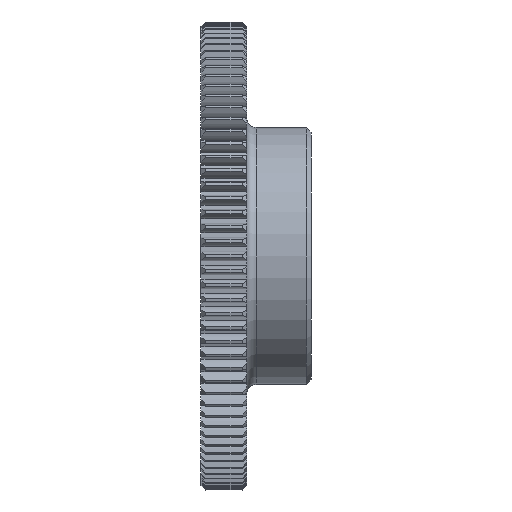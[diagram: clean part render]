
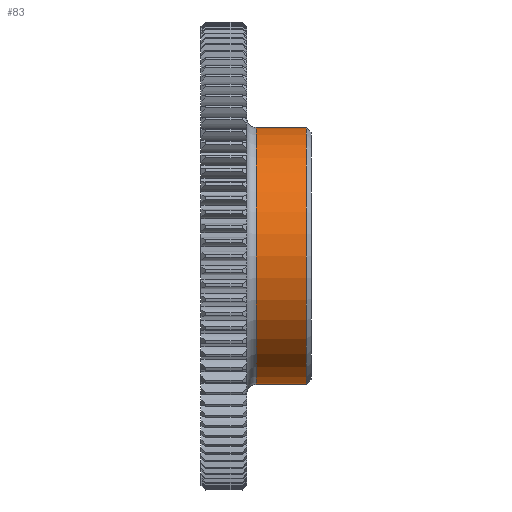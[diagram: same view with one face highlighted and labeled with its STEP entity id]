
A CAD part, front view. The second image highlights one B-rep face of the part: STEP entity #83.
In plain terms, the highlighted cylindrical face has radius 14 mm (diameter 28 mm), a full revolution.
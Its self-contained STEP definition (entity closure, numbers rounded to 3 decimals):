
#83 = ADVANCED_FACE( '', ( #708, #709 ), #710, .T. );
#708 = FACE_OUTER_BOUND( '', #1949, .T. );
#709 = FACE_OUTER_BOUND( '', #1950, .T. );
#710 = CYLINDRICAL_SURFACE( '', #1951, 14. );
#1949 = EDGE_LOOP( '', ( #4028, #4029 ) );
#1950 = EDGE_LOOP( '', ( #4030 ) );
#1951 = AXIS2_PLACEMENT_3D( '', #4031, #4032, #4033 );
#4028 = ORIENTED_EDGE( '', *, *, #9463, .T. );
#4029 = ORIENTED_EDGE( '', *, *, #9464, .T. );
#4030 = ORIENTED_EDGE( '', *, *, #9465, .F. );
#4031 = CARTESIAN_POINT( '', ( 12., 0., 0. ) );
#4032 = DIRECTION( '', ( -1., 0., 0. ) );
#4033 = DIRECTION( '', ( 0., 0., -1. ) );
#9463 = EDGE_CURVE( '', #12088, #12088, #12089, .T. );
#9464 = EDGE_CURVE( '', #12088, #12088, #12090, .T. );
#9465 = EDGE_CURVE( '', #12091, #12091, #12092, .T. );
#12088 = VERTEX_POINT( '', #15147 );
#12089 = CIRCLE( '', #15148, 14. );
#12090 = B_SPLINE_CURVE_WITH_KNOTS( '', 3, ( #15149, #15150, #15151, #15152, #15153, #15154, #15155, #15156, #15157, #15158, #15159, #15160, #15161, #15162, #15163, #15164, #15165, #15166, #15167, #15168, #15169, #15170, #15171, #15172, #15173, #15174, #15175, #15176, #15177, #15178, #15179, #15180, #15181, #15182, #15183, #15184, #15185, #15186, #15187, #15188, #15189, #15190, #15191, #15192, #15193, #15194, #15195, #15196, #15197, #15198, #15199, #15200, #15201, #15202, #15203, #15204, #15205, #15206 ), .UNSPECIFIED., .T., .F., ( 2, 2, 2, 2, 2, 2, 2, 2, 2, 2, 2, 2, 2, 2, 2, 2, 2, 2, 2, 2, 2, 2, 2, 2, 2, 2, 2, 2, 2, 2, 2 ), ( 0.012, 0.013, 0.014, 0.014, 0.015, 0.016, 0.016, 0.016, 0.017, 0.017, 0.018, 0.018, 0.019, 0.02, 0.02, 0.021, 0.021, 0.022, 0.022, 0.023, 0.024, 0.024, 0.025, 0.025, 0.025, 0.026, 0.026, 0.027, 0.027, 0.028, 0.029 ), .UNSPECIFIED. );
#12091 = VERTEX_POINT( '', #15207 );
#12092 = CIRCLE( '', #15208, 14. );
#15147 = CARTESIAN_POINT( '', ( 6., 14., 0. ) );
#15148 = AXIS2_PLACEMENT_3D( '', #20647, #20648, #20649 );
#15149 = CARTESIAN_POINT( '', ( 6., 14., 0.317 ) );
#15150 = CARTESIAN_POINT( '', ( 6., 14., -0.158 ) );
#15151 = CARTESIAN_POINT( '', ( 6.018, 13.997, -0.315 ) );
#15152 = CARTESIAN_POINT( '', ( 6.087, 13.987, -0.622 ) );
#15153 = CARTESIAN_POINT( '', ( 6.139, 13.979, -0.774 ) );
#15154 = CARTESIAN_POINT( '', ( 6.34, 13.951, -1.2 ) );
#15155 = CARTESIAN_POINT( '', ( 6.535, 13.926, -1.456 ) );
#15156 = CARTESIAN_POINT( '', ( 6.891, 13.888, -1.771 ) );
#15157 = CARTESIAN_POINT( '', ( 7.018, 13.876, -1.864 ) );
#15158 = CARTESIAN_POINT( '', ( 7.289, 13.853, -2.024 ) );
#15159 = CARTESIAN_POINT( '', ( 7.433, 13.843, -2.092 ) );
#15160 = CARTESIAN_POINT( '', ( 7.728, 13.826, -2.2 ) );
#15161 = CARTESIAN_POINT( '', ( 7.88, 13.82, -2.241 ) );
#15162 = CARTESIAN_POINT( '', ( 8.19, 13.811, -2.295 ) );
#15163 = CARTESIAN_POINT( '', ( 8.349, 13.808, -2.309 ) );
#15164 = CARTESIAN_POINT( '', ( 8.663, 13.808, -2.308 ) );
#15165 = CARTESIAN_POINT( '', ( 8.819, 13.811, -2.294 ) );
#15166 = CARTESIAN_POINT( '', ( 9.13, 13.82, -2.238 ) );
#15167 = CARTESIAN_POINT( '', ( 9.283, 13.827, -2.197 ) );
#15168 = CARTESIAN_POINT( '', ( 9.576, 13.844, -2.088 ) );
#15169 = CARTESIAN_POINT( '', ( 9.718, 13.854, -2.02 ) );
#15170 = CARTESIAN_POINT( '', ( 9.989, 13.876, -1.859 ) );
#15171 = CARTESIAN_POINT( '', ( 10.117, 13.889, -1.765 ) );
#15172 = CARTESIAN_POINT( '', ( 10.466, 13.926, -1.454 ) );
#15173 = CARTESIAN_POINT( '', ( 10.662, 13.952, -1.197 ) );
#15174 = CARTESIAN_POINT( '', ( 10.861, 13.979, -0.773 ) );
#15175 = CARTESIAN_POINT( '', ( 10.913, 13.987, -0.622 ) );
#15176 = CARTESIAN_POINT( '', ( 10.983, 13.997, -0.314 ) );
#15177 = CARTESIAN_POINT( '', ( 11., 14., -0.158 ) );
#15178 = CARTESIAN_POINT( '', ( 11., 14., 0.157 ) );
#15179 = CARTESIAN_POINT( '', ( 10.982, 13.997, 0.316 ) );
#15180 = CARTESIAN_POINT( '', ( 10.913, 13.987, 0.623 ) );
#15181 = CARTESIAN_POINT( '', ( 10.861, 13.979, 0.773 ) );
#15182 = CARTESIAN_POINT( '', ( 10.727, 13.961, 1.059 ) );
#15183 = CARTESIAN_POINT( '', ( 10.645, 13.95, 1.193 ) );
#15184 = CARTESIAN_POINT( '', ( 10.456, 13.926, 1.444 ) );
#15185 = CARTESIAN_POINT( '', ( 10.347, 13.913, 1.561 ) );
#15186 = CARTESIAN_POINT( '', ( 9.995, 13.876, 1.873 ) );
#15187 = CARTESIAN_POINT( '', ( 9.718, 13.852, 2.036 ) );
#15188 = CARTESIAN_POINT( '', ( 9.276, 13.826, 2.199 ) );
#15189 = CARTESIAN_POINT( '', ( 9.122, 13.82, 2.24 ) );
#15190 = CARTESIAN_POINT( '', ( 8.811, 13.811, 2.295 ) );
#15191 = CARTESIAN_POINT( '', ( 8.655, 13.808, 2.309 ) );
#15192 = CARTESIAN_POINT( '', ( 8.341, 13.808, 2.308 ) );
#15193 = CARTESIAN_POINT( '', ( 8.181, 13.811, 2.294 ) );
#15194 = CARTESIAN_POINT( '', ( 7.872, 13.82, 2.239 ) );
#15195 = CARTESIAN_POINT( '', ( 7.72, 13.827, 2.198 ) );
#15196 = CARTESIAN_POINT( '', ( 7.426, 13.843, 2.089 ) );
#15197 = CARTESIAN_POINT( '', ( 7.282, 13.854, 2.02 ) );
#15198 = CARTESIAN_POINT( '', ( 7.012, 13.876, 1.859 ) );
#15199 = CARTESIAN_POINT( '', ( 6.886, 13.888, 1.768 ) );
#15200 = CARTESIAN_POINT( '', ( 6.651, 13.913, 1.559 ) );
#15201 = CARTESIAN_POINT( '', ( 6.543, 13.926, 1.442 ) );
#15202 = CARTESIAN_POINT( '', ( 6.354, 13.95, 1.192 ) );
#15203 = CARTESIAN_POINT( '', ( 6.273, 13.961, 1.059 ) );
#15204 = CARTESIAN_POINT( '', ( 6.072, 13.989, 0.63 ) );
#15205 = CARTESIAN_POINT( '', ( 6., 14., 0.317 ) );
#15206 = CARTESIAN_POINT( '', ( 6., 14., -0.158 ) );
#15207 = CARTESIAN_POINT( '', ( 11.5, 0., -14. ) );
#15208 = AXIS2_PLACEMENT_3D( '', #20650, #20651, #20652 );
#20647 = CARTESIAN_POINT( '', ( 6., 0., 0. ) );
#20648 = DIRECTION( '', ( 1., 0., 0. ) );
#20649 = DIRECTION( '', ( 0., 0., -1. ) );
#20650 = CARTESIAN_POINT( '', ( 11.5, 0., 0. ) );
#20651 = DIRECTION( '', ( 1., 0., 0. ) );
#20652 = DIRECTION( '', ( 0., 0., -1. ) );
